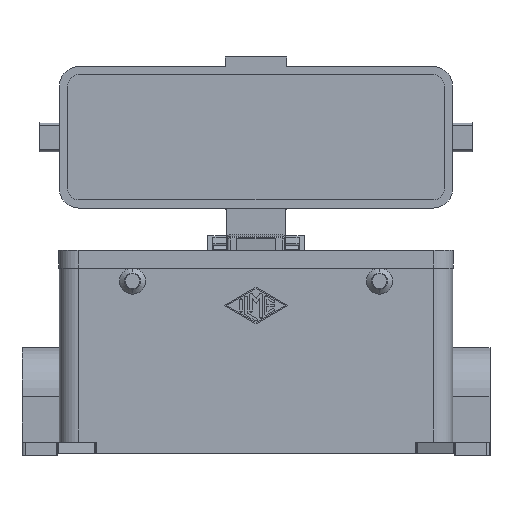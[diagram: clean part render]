
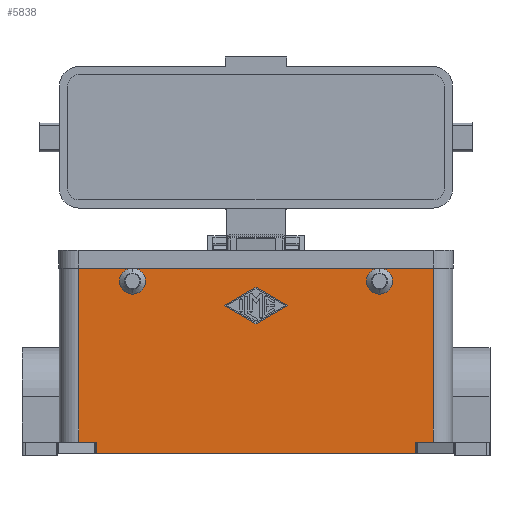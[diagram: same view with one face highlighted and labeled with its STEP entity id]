
A CAD part, front view. The second image highlights one B-rep face of the part: STEP entity #5838.
In plain terms, the highlighted planar face has unit normal (0, -1, 0).
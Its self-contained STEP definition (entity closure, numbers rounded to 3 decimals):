
#3117=CARTESIAN_POINT('',(38.0,-21.75,23.5));
#3118=VERTEX_POINT('',#3117);
#3125=CARTESIAN_POINT('',(38.0,-21.75,15.5));
#3126=VERTEX_POINT('',#3125);
#3127=CARTESIAN_POINT('',(38.0,-21.75,19.5));
#3128=DIRECTION('',(0.0,1.0,0.0));
#3129=DIRECTION('',(0.0,0.0,1.0));
#3130=AXIS2_PLACEMENT_3D('',#3127,#3128,#3129);
#3131=CIRCLE('',#3130,4.);
#3132=EDGE_CURVE('',#3126,#3118,#3131,.T.);
#3518=CARTESIAN_POINT('',(-38.0,-21.75,23.5));
#3519=VERTEX_POINT('',#3518);
#3526=CARTESIAN_POINT('',(-38.0,-21.75,15.5));
#3527=VERTEX_POINT('',#3526);
#3528=CARTESIAN_POINT('',(-38.0,-21.75,19.5));
#3529=DIRECTION('',(0.0,1.0,0.0));
#3530=DIRECTION('',(0.0,0.0,1.0));
#3531=AXIS2_PLACEMENT_3D('',#3528,#3529,#3530);
#3532=CIRCLE('',#3531,4.);
#3533=EDGE_CURVE('',#3527,#3519,#3532,.T.);
#4838=CARTESIAN_POINT('',(49.041,-21.75,-33.5));
#4839=VERTEX_POINT('',#4838);
#4847=CARTESIAN_POINT('',(-49.041,-21.75,-33.5));
#4848=VERTEX_POINT('',#4847);
#4849=CARTESIAN_POINT('',(49.041,-21.75,-33.5));
#4850=DIRECTION('',(-1.0,0.0,0.0));
#4851=VECTOR('',#4850,98.081);
#4852=LINE('',#4849,#4851);
#4853=EDGE_CURVE('',#4839,#4848,#4852,.T.);
#5608=CARTESIAN_POINT('',(54.5,-21.75,-30.));
#5609=VERTEX_POINT('',#5608);
#5617=CARTESIAN_POINT('',(49.041,-21.75,-30.));
#5618=VERTEX_POINT('',#5617);
#5619=CARTESIAN_POINT('',(49.041,-21.75,-30.));
#5620=DIRECTION('',(1.0,0.0,0.0));
#5621=VECTOR('',#5620,5.459);
#5622=LINE('',#5619,#5621);
#5623=EDGE_CURVE('',#5618,#5609,#5622,.T.);
#5683=CARTESIAN_POINT('',(-49.041,-21.75,-30.));
#5684=VERTEX_POINT('',#5683);
#5685=CARTESIAN_POINT('',(-49.041,-21.75,-33.5));
#5686=DIRECTION('',(0.0,0.0,1.0));
#5687=VECTOR('',#5686,3.5);
#5688=LINE('',#5685,#5687);
#5689=EDGE_CURVE('',#4848,#5684,#5688,.T.);
#5725=CARTESIAN_POINT('',(49.041,-21.75,-30.));
#5726=DIRECTION('',(0.0,0.0,-1.0));
#5727=VECTOR('',#5726,3.5);
#5728=LINE('',#5725,#5727);
#5729=EDGE_CURVE('',#5618,#4839,#5728,.T.);
#5735=CARTESIAN_POINT('',(54.5,-21.75,1.5));
#5736=DIRECTION('',(0.0,-1.0,0.0));
#5737=DIRECTION('',(0.0,0.0,-1.0));
#5738=AXIS2_PLACEMENT_3D('',#5735,#5736,#5737);
#5739=PLANE('',#5738);
#5740=ORIENTED_EDGE('',*,*,#5689,.F.);
#5741=ORIENTED_EDGE('',*,*,#4853,.F.);
#5742=ORIENTED_EDGE('',*,*,#5729,.F.);
#5743=ORIENTED_EDGE('',*,*,#5623,.T.);
#5744=CARTESIAN_POINT('',(54.5,-21.75,23.5));
#5745=VERTEX_POINT('',#5744);
#5746=CARTESIAN_POINT('',(54.5,-21.75,23.5));
#5747=DIRECTION('',(0.0,0.0,-1.0));
#5748=VECTOR('',#5747,53.5);
#5749=LINE('',#5746,#5748);
#5750=EDGE_CURVE('',#5745,#5609,#5749,.T.);
#5751=ORIENTED_EDGE('',*,*,#5750,.F.);
#5752=CARTESIAN_POINT('',(54.5,-21.75,23.5));
#5753=DIRECTION('',(-1.0,0.0,0.0));
#5754=VECTOR('',#5753,16.5);
#5755=LINE('',#5752,#5754);
#5756=EDGE_CURVE('',#5745,#3118,#5755,.T.);
#5757=ORIENTED_EDGE('',*,*,#5756,.T.);
#5758=CARTESIAN_POINT('',(38.0,-21.75,19.5));
#5759=DIRECTION('',(0.0,1.0,0.0));
#5760=DIRECTION('',(0.0,0.0,1.0));
#5761=AXIS2_PLACEMENT_3D('',#5758,#5759,#5760);
#5762=CIRCLE('',#5761,4.);
#5763=EDGE_CURVE('',#3118,#3126,#5762,.T.);
#5764=ORIENTED_EDGE('',*,*,#5763,.T.);
#5765=ORIENTED_EDGE('',*,*,#3132,.T.);
#5766=CARTESIAN_POINT('',(38.0,-21.75,23.5));
#5767=DIRECTION('',(-1.0,0.0,0.0));
#5768=VECTOR('',#5767,76.0);
#5769=LINE('',#5766,#5768);
#5770=EDGE_CURVE('',#3118,#3519,#5769,.T.);
#5771=ORIENTED_EDGE('',*,*,#5770,.T.);
#5772=CARTESIAN_POINT('',(-38.0,-21.75,19.5));
#5773=DIRECTION('',(0.0,1.0,0.0));
#5774=DIRECTION('',(0.0,0.0,1.0));
#5775=AXIS2_PLACEMENT_3D('',#5772,#5773,#5774);
#5776=CIRCLE('',#5775,4.);
#5777=EDGE_CURVE('',#3519,#3527,#5776,.T.);
#5778=ORIENTED_EDGE('',*,*,#5777,.T.);
#5779=ORIENTED_EDGE('',*,*,#3533,.T.);
#5780=CARTESIAN_POINT('',(-54.5,-21.75,23.5));
#5781=VERTEX_POINT('',#5780);
#5782=CARTESIAN_POINT('',(-38.0,-21.75,23.5));
#5783=DIRECTION('',(-1.0,0.0,0.0));
#5784=VECTOR('',#5783,16.5);
#5785=LINE('',#5782,#5784);
#5786=EDGE_CURVE('',#3519,#5781,#5785,.T.);
#5787=ORIENTED_EDGE('',*,*,#5786,.T.);
#5788=CARTESIAN_POINT('',(-54.5,-21.75,-30.));
#5789=VERTEX_POINT('',#5788);
#5790=CARTESIAN_POINT('',(-54.5,-21.75,23.5));
#5791=DIRECTION('',(0.0,0.0,-1.0));
#5792=VECTOR('',#5791,53.5);
#5793=LINE('',#5790,#5792);
#5794=EDGE_CURVE('',#5781,#5789,#5793,.T.);
#5795=ORIENTED_EDGE('',*,*,#5794,.T.);
#5796=CARTESIAN_POINT('',(-54.5,-21.75,-30.));
#5797=DIRECTION('',(1.0,0.0,0.0));
#5798=VECTOR('',#5797,5.459);
#5799=LINE('',#5796,#5798);
#5800=EDGE_CURVE('',#5789,#5684,#5799,.T.);
#5801=ORIENTED_EDGE('',*,*,#5800,.T.);
#5802=EDGE_LOOP('',(#5740,#5741,#5742,#5743,#5751,#5757,#5764,#5765,#5771,#5778,#5779,#5787,#5795,#5801));
#5803=FACE_OUTER_BOUND('',#5802,.T.);
#5804=CARTESIAN_POINT('',(0.,-21.75,6.375));
#5805=VERTEX_POINT('',#5804);
#5806=CARTESIAN_POINT('',(-9.75,-21.75,12.));
#5807=VERTEX_POINT('',#5806);
#5808=CARTESIAN_POINT('',(0.,-21.75,6.375));
#5809=DIRECTION('',(-0.866,0.0,0.5));
#5810=VECTOR('',#5809,11.256);
#5811=LINE('',#5808,#5810);
#5812=EDGE_CURVE('',#5805,#5807,#5811,.T.);
#5813=ORIENTED_EDGE('',*,*,#5812,.T.);
#5814=CARTESIAN_POINT('',(0.,-21.75,17.625));
#5815=VERTEX_POINT('',#5814);
#5816=CARTESIAN_POINT('',(-9.75,-21.75,12.));
#5817=DIRECTION('',(0.866,0.0,0.5));
#5818=VECTOR('',#5817,11.256);
#5819=LINE('',#5816,#5818);
#5820=EDGE_CURVE('',#5807,#5815,#5819,.T.);
#5821=ORIENTED_EDGE('',*,*,#5820,.T.);
#5822=CARTESIAN_POINT('',(9.75,-21.75,12.0));
#5823=VERTEX_POINT('',#5822);
#5824=CARTESIAN_POINT('',(0.,-21.75,17.625));
#5825=DIRECTION('',(0.866,0.0,-0.5));
#5826=VECTOR('',#5825,11.256);
#5827=LINE('',#5824,#5826);
#5828=EDGE_CURVE('',#5815,#5823,#5827,.T.);
#5829=ORIENTED_EDGE('',*,*,#5828,.T.);
#5830=CARTESIAN_POINT('',(9.75,-21.75,12.0));
#5831=DIRECTION('',(-0.866,0.0,-0.5));
#5832=VECTOR('',#5831,11.256);
#5833=LINE('',#5830,#5832);
#5834=EDGE_CURVE('',#5823,#5805,#5833,.T.);
#5835=ORIENTED_EDGE('',*,*,#5834,.T.);
#5836=EDGE_LOOP('',(#5813,#5821,#5829,#5835));
#5837=FACE_BOUND('',#5836,.T.);
#5838=ADVANCED_FACE('',(#5803,#5837),#5739,.T.);
